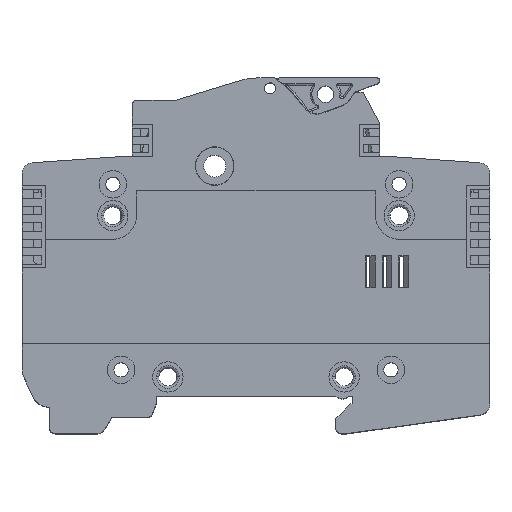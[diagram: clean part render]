
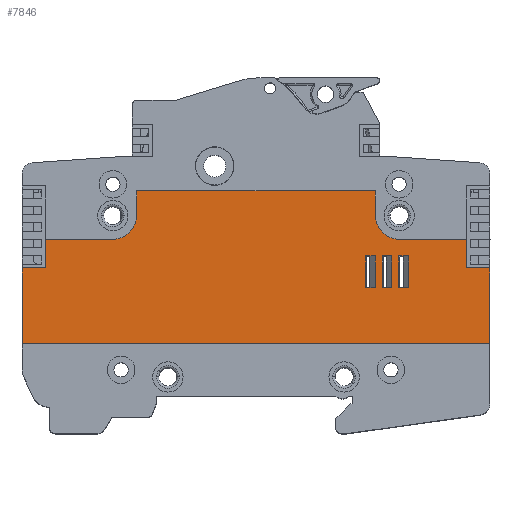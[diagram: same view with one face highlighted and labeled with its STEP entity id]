
A CAD part, top view. The second image highlights one B-rep face of the part: STEP entity #7846.
In plain terms, the highlighted planar face has unit normal (0, 0, 1).
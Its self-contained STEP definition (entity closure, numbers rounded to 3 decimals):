
#7644=AXIS2_PLACEMENT_3D('Plane Axis2P3D',#7641,#7642,#7643) ;
#7690=AXIS2_PLACEMENT_3D('Circle Axis2P3D',#7688,#7689,$) ;
#7718=AXIS2_PLACEMENT_3D('Circle Axis2P3D',#7716,#7717,$) ;
#2653=CARTESIAN_POINT('Vertex',(-42.5,9.5,8.4)) ;
#2656=CARTESIAN_POINT('Line Origine',(-42.5,16.4,8.4)) ;
#2660=CARTESIAN_POINT('Vertex',(-42.5,23.3,8.4)) ;
#7619=CARTESIAN_POINT('Vertex',(42.5,9.5,8.4)) ;
#7622=CARTESIAN_POINT('Line Origine',(0.,9.5,8.4)) ;
#7641=CARTESIAN_POINT('Axis2P3D Location',(0.,0.,8.4)) ;
#7646=CARTESIAN_POINT('Line Origine',(-38.3,25.9,8.4)) ;
#7650=CARTESIAN_POINT('Vertex',(-38.3,28.5,8.4)) ;
#7652=CARTESIAN_POINT('Vertex',(-38.3,23.3,8.4)) ;
#7655=CARTESIAN_POINT('Line Origine',(-40.4,23.3,8.4)) ;
#7660=CARTESIAN_POINT('Line Origine',(42.5,16.4,8.4)) ;
#7664=CARTESIAN_POINT('Vertex',(42.5,23.3,8.4)) ;
#7667=CARTESIAN_POINT('Line Origine',(40.4,23.3,8.4)) ;
#7671=CARTESIAN_POINT('Vertex',(38.3,23.3,8.4)) ;
#7674=CARTESIAN_POINT('Line Origine',(38.3,25.9,8.4)) ;
#7678=CARTESIAN_POINT('Vertex',(38.3,28.5,8.4)) ;
#7681=CARTESIAN_POINT('Line Origine',(32.15,28.5,8.4)) ;
#7685=CARTESIAN_POINT('Vertex',(26.,28.5,8.4)) ;
#7688=CARTESIAN_POINT('Axis2P3D Location',(26.,32.8,8.4)) ;
#7692=CARTESIAN_POINT('Vertex',(21.7,32.8,8.4)) ;
#7695=CARTESIAN_POINT('Line Origine',(21.7,35.05,8.4)) ;
#7699=CARTESIAN_POINT('Vertex',(21.7,37.3,8.4)) ;
#7702=CARTESIAN_POINT('Line Origine',(0.,37.3,8.4)) ;
#7706=CARTESIAN_POINT('Vertex',(-21.7,37.3,8.4)) ;
#7709=CARTESIAN_POINT('Line Origine',(-21.7,35.05,8.4)) ;
#7713=CARTESIAN_POINT('Vertex',(-21.7,32.8,8.4)) ;
#7716=CARTESIAN_POINT('Axis2P3D Location',(-26.,32.8,8.4)) ;
#7720=CARTESIAN_POINT('Vertex',(-26.,28.5,8.4)) ;
#7723=CARTESIAN_POINT('Line Origine',(-32.15,28.5,8.4)) ;
#7744=CARTESIAN_POINT('Line Origine',(26.8,19.7,8.4)) ;
#7748=CARTESIAN_POINT('Vertex',(25.9,19.7,8.4)) ;
#7750=CARTESIAN_POINT('Vertex',(27.7,19.7,8.4)) ;
#7753=CARTESIAN_POINT('Line Origine',(25.9,22.6,8.4)) ;
#7757=CARTESIAN_POINT('Vertex',(25.9,25.5,8.4)) ;
#7760=CARTESIAN_POINT('Line Origine',(26.8,25.5,8.4)) ;
#7764=CARTESIAN_POINT('Vertex',(27.7,25.5,8.4)) ;
#7767=CARTESIAN_POINT('Line Origine',(27.7,22.6,8.4)) ;
#7778=CARTESIAN_POINT('Line Origine',(23.8,19.7,8.4)) ;
#7782=CARTESIAN_POINT('Vertex',(22.9,19.7,8.4)) ;
#7784=CARTESIAN_POINT('Vertex',(24.7,19.7,8.4)) ;
#7787=CARTESIAN_POINT('Line Origine',(22.9,22.6,8.4)) ;
#7791=CARTESIAN_POINT('Vertex',(22.9,25.5,8.4)) ;
#7794=CARTESIAN_POINT('Line Origine',(23.8,25.5,8.4)) ;
#7798=CARTESIAN_POINT('Vertex',(24.7,25.5,8.4)) ;
#7801=CARTESIAN_POINT('Line Origine',(24.7,22.6,8.4)) ;
#7812=CARTESIAN_POINT('Line Origine',(20.8,19.7,8.4)) ;
#7816=CARTESIAN_POINT('Vertex',(19.9,19.7,8.4)) ;
#7818=CARTESIAN_POINT('Vertex',(21.7,19.7,8.4)) ;
#7821=CARTESIAN_POINT('Line Origine',(19.9,22.6,8.4)) ;
#7825=CARTESIAN_POINT('Vertex',(19.9,25.5,8.4)) ;
#7828=CARTESIAN_POINT('Line Origine',(20.8,25.5,8.4)) ;
#7832=CARTESIAN_POINT('Vertex',(21.7,25.5,8.4)) ;
#7835=CARTESIAN_POINT('Line Origine',(21.7,22.6,8.4)) ;
#2657=DIRECTION('Vector Direction',(0.,-1.,0.)) ;
#7623=DIRECTION('Vector Direction',(1.,0.,0.)) ;
#7642=DIRECTION('Axis2P3D Direction',(0.,0.,1.)) ;
#7643=DIRECTION('Axis2P3D XDirection',(1.,0.,0.)) ;
#7647=DIRECTION('Vector Direction',(0.,-1.,0.)) ;
#7656=DIRECTION('Vector Direction',(1.,0.,0.)) ;
#7661=DIRECTION('Vector Direction',(0.,1.,0.)) ;
#7668=DIRECTION('Vector Direction',(-1.,0.,0.)) ;
#7675=DIRECTION('Vector Direction',(0.,-1.,0.)) ;
#7682=DIRECTION('Vector Direction',(-1.,0.,0.)) ;
#7689=DIRECTION('Axis2P3D Direction',(0.,0.,1.)) ;
#7696=DIRECTION('Vector Direction',(0.,-1.,0.)) ;
#7703=DIRECTION('Vector Direction',(1.,0.,0.)) ;
#7710=DIRECTION('Vector Direction',(0.,-1.,0.)) ;
#7717=DIRECTION('Axis2P3D Direction',(0.,0.,1.)) ;
#7724=DIRECTION('Vector Direction',(1.,0.,0.)) ;
#7745=DIRECTION('Vector Direction',(1.,0.,0.)) ;
#7754=DIRECTION('Vector Direction',(0.,1.,0.)) ;
#7761=DIRECTION('Vector Direction',(1.,0.,0.)) ;
#7768=DIRECTION('Vector Direction',(0.,-1.,0.)) ;
#7779=DIRECTION('Vector Direction',(1.,0.,0.)) ;
#7788=DIRECTION('Vector Direction',(0.,1.,0.)) ;
#7795=DIRECTION('Vector Direction',(1.,0.,0.)) ;
#7802=DIRECTION('Vector Direction',(0.,-1.,0.)) ;
#7813=DIRECTION('Vector Direction',(1.,0.,0.)) ;
#7822=DIRECTION('Vector Direction',(0.,1.,0.)) ;
#7829=DIRECTION('Vector Direction',(1.,0.,0.)) ;
#7836=DIRECTION('Vector Direction',(0.,-1.,0.)) ;
#2658=VECTOR('Line Direction',#2657,1.) ;
#7624=VECTOR('Line Direction',#7623,1.) ;
#7648=VECTOR('Line Direction',#7647,1.) ;
#7657=VECTOR('Line Direction',#7656,1.) ;
#7662=VECTOR('Line Direction',#7661,1.) ;
#7669=VECTOR('Line Direction',#7668,1.) ;
#7676=VECTOR('Line Direction',#7675,1.) ;
#7683=VECTOR('Line Direction',#7682,1.) ;
#7697=VECTOR('Line Direction',#7696,1.) ;
#7704=VECTOR('Line Direction',#7703,1.) ;
#7711=VECTOR('Line Direction',#7710,1.) ;
#7725=VECTOR('Line Direction',#7724,1.) ;
#7746=VECTOR('Line Direction',#7745,1.) ;
#7755=VECTOR('Line Direction',#7754,1.) ;
#7762=VECTOR('Line Direction',#7761,1.) ;
#7769=VECTOR('Line Direction',#7768,1.) ;
#7780=VECTOR('Line Direction',#7779,1.) ;
#7789=VECTOR('Line Direction',#7788,1.) ;
#7796=VECTOR('Line Direction',#7795,1.) ;
#7803=VECTOR('Line Direction',#7802,1.) ;
#7814=VECTOR('Line Direction',#7813,1.) ;
#7823=VECTOR('Line Direction',#7822,1.) ;
#7830=VECTOR('Line Direction',#7829,1.) ;
#7837=VECTOR('Line Direction',#7836,1.) ;
#7729=ORIENTED_EDGE('',*,*,#7654,.T.) ;
#7730=ORIENTED_EDGE('',*,*,#7659,.F.) ;
#7731=ORIENTED_EDGE('',*,*,#2662,.T.) ;
#7732=ORIENTED_EDGE('',*,*,#7626,.T.) ;
#7733=ORIENTED_EDGE('',*,*,#7666,.T.) ;
#7734=ORIENTED_EDGE('',*,*,#7673,.T.) ;
#7735=ORIENTED_EDGE('',*,*,#7680,.F.) ;
#7736=ORIENTED_EDGE('',*,*,#7687,.T.) ;
#7737=ORIENTED_EDGE('',*,*,#7694,.T.) ;
#7738=ORIENTED_EDGE('',*,*,#7701,.T.) ;
#7739=ORIENTED_EDGE('',*,*,#7708,.T.) ;
#7740=ORIENTED_EDGE('',*,*,#7715,.T.) ;
#7741=ORIENTED_EDGE('',*,*,#7722,.T.) ;
#7742=ORIENTED_EDGE('',*,*,#7727,.T.) ;
#7773=ORIENTED_EDGE('',*,*,#7752,.F.) ;
#7774=ORIENTED_EDGE('',*,*,#7759,.T.) ;
#7775=ORIENTED_EDGE('',*,*,#7766,.F.) ;
#7776=ORIENTED_EDGE('',*,*,#7771,.F.) ;
#7807=ORIENTED_EDGE('',*,*,#7786,.F.) ;
#7808=ORIENTED_EDGE('',*,*,#7793,.T.) ;
#7809=ORIENTED_EDGE('',*,*,#7800,.F.) ;
#7810=ORIENTED_EDGE('',*,*,#7805,.F.) ;
#7841=ORIENTED_EDGE('',*,*,#7820,.F.) ;
#7842=ORIENTED_EDGE('',*,*,#7827,.T.) ;
#7843=ORIENTED_EDGE('',*,*,#7834,.F.) ;
#7844=ORIENTED_EDGE('',*,*,#7839,.F.) ;
#7777=FACE_BOUND('',#7772,.T.) ;
#7811=FACE_BOUND('',#7806,.T.) ;
#7845=FACE_BOUND('',#7840,.T.) ;
#7846=ADVANCED_FACE('PartBody',(#7743,#7777,#7811,#7845),#7645,.T.) ;
#7691=CIRCLE('generated circle',#7690,4.3) ;
#7719=CIRCLE('generated circle',#7718,4.3) ;
#2662=EDGE_CURVE('',#2661,#2654,#2659,.T.) ;
#7626=EDGE_CURVE('',#2654,#7620,#7625,.T.) ;
#7654=EDGE_CURVE('',#7651,#7653,#7649,.T.) ;
#7659=EDGE_CURVE('',#2661,#7653,#7658,.T.) ;
#7666=EDGE_CURVE('',#7620,#7665,#7663,.T.) ;
#7673=EDGE_CURVE('',#7665,#7672,#7670,.T.) ;
#7680=EDGE_CURVE('',#7679,#7672,#7677,.T.) ;
#7687=EDGE_CURVE('',#7679,#7686,#7684,.T.) ;
#7694=EDGE_CURVE('',#7686,#7693,#7691,.F.) ;
#7701=EDGE_CURVE('',#7693,#7700,#7698,.F.) ;
#7708=EDGE_CURVE('',#7700,#7707,#7705,.F.) ;
#7715=EDGE_CURVE('',#7707,#7714,#7712,.T.) ;
#7722=EDGE_CURVE('',#7714,#7721,#7719,.F.) ;
#7727=EDGE_CURVE('',#7721,#7651,#7726,.F.) ;
#7752=EDGE_CURVE('',#7749,#7751,#7747,.T.) ;
#7759=EDGE_CURVE('',#7749,#7758,#7756,.T.) ;
#7766=EDGE_CURVE('',#7765,#7758,#7763,.F.) ;
#7771=EDGE_CURVE('',#7751,#7765,#7770,.F.) ;
#7786=EDGE_CURVE('',#7783,#7785,#7781,.T.) ;
#7793=EDGE_CURVE('',#7783,#7792,#7790,.T.) ;
#7800=EDGE_CURVE('',#7799,#7792,#7797,.F.) ;
#7805=EDGE_CURVE('',#7785,#7799,#7804,.F.) ;
#7820=EDGE_CURVE('',#7817,#7819,#7815,.T.) ;
#7827=EDGE_CURVE('',#7817,#7826,#7824,.T.) ;
#7834=EDGE_CURVE('',#7833,#7826,#7831,.F.) ;
#7839=EDGE_CURVE('',#7819,#7833,#7838,.F.) ;
#7728=EDGE_LOOP('',(#7729,#7730,#7731,#7732,#7733,#7734,#7735,#7736,#7737,#7738,#7739,#7740,#7741,#7742)) ;
#7772=EDGE_LOOP('',(#7773,#7774,#7775,#7776)) ;
#7806=EDGE_LOOP('',(#7807,#7808,#7809,#7810)) ;
#7840=EDGE_LOOP('',(#7841,#7842,#7843,#7844)) ;
#7743=FACE_OUTER_BOUND('',#7728,.T.) ;
#2659=LINE('Line',#2656,#2658) ;
#7625=LINE('Line',#7622,#7624) ;
#7649=LINE('Line',#7646,#7648) ;
#7658=LINE('Line',#7655,#7657) ;
#7663=LINE('Line',#7660,#7662) ;
#7670=LINE('Line',#7667,#7669) ;
#7677=LINE('Line',#7674,#7676) ;
#7684=LINE('Line',#7681,#7683) ;
#7698=LINE('Line',#7695,#7697) ;
#7705=LINE('Line',#7702,#7704) ;
#7712=LINE('Line',#7709,#7711) ;
#7726=LINE('Line',#7723,#7725) ;
#7747=LINE('Line',#7744,#7746) ;
#7756=LINE('Line',#7753,#7755) ;
#7763=LINE('Line',#7760,#7762) ;
#7770=LINE('Line',#7767,#7769) ;
#7781=LINE('Line',#7778,#7780) ;
#7790=LINE('Line',#7787,#7789) ;
#7797=LINE('Line',#7794,#7796) ;
#7804=LINE('Line',#7801,#7803) ;
#7815=LINE('Line',#7812,#7814) ;
#7824=LINE('Line',#7821,#7823) ;
#7831=LINE('Line',#7828,#7830) ;
#7838=LINE('Line',#7835,#7837) ;
#7645=PLANE('',#7644) ;
#2654=VERTEX_POINT('',#2653) ;
#2661=VERTEX_POINT('',#2660) ;
#7620=VERTEX_POINT('',#7619) ;
#7651=VERTEX_POINT('',#7650) ;
#7653=VERTEX_POINT('',#7652) ;
#7665=VERTEX_POINT('',#7664) ;
#7672=VERTEX_POINT('',#7671) ;
#7679=VERTEX_POINT('',#7678) ;
#7686=VERTEX_POINT('',#7685) ;
#7693=VERTEX_POINT('',#7692) ;
#7700=VERTEX_POINT('',#7699) ;
#7707=VERTEX_POINT('',#7706) ;
#7714=VERTEX_POINT('',#7713) ;
#7721=VERTEX_POINT('',#7720) ;
#7749=VERTEX_POINT('',#7748) ;
#7751=VERTEX_POINT('',#7750) ;
#7758=VERTEX_POINT('',#7757) ;
#7765=VERTEX_POINT('',#7764) ;
#7783=VERTEX_POINT('',#7782) ;
#7785=VERTEX_POINT('',#7784) ;
#7792=VERTEX_POINT('',#7791) ;
#7799=VERTEX_POINT('',#7798) ;
#7817=VERTEX_POINT('',#7816) ;
#7819=VERTEX_POINT('',#7818) ;
#7826=VERTEX_POINT('',#7825) ;
#7833=VERTEX_POINT('',#7832) ;
